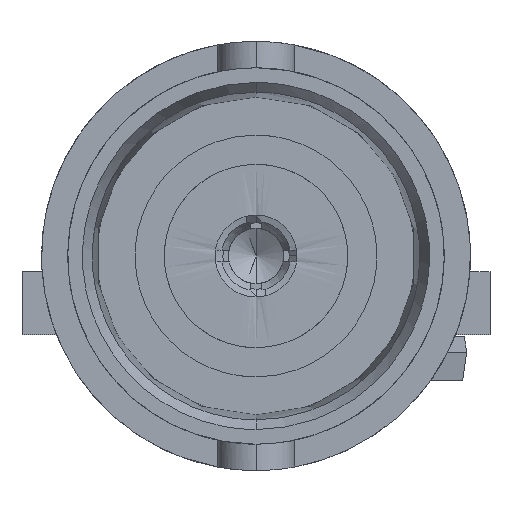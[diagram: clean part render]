
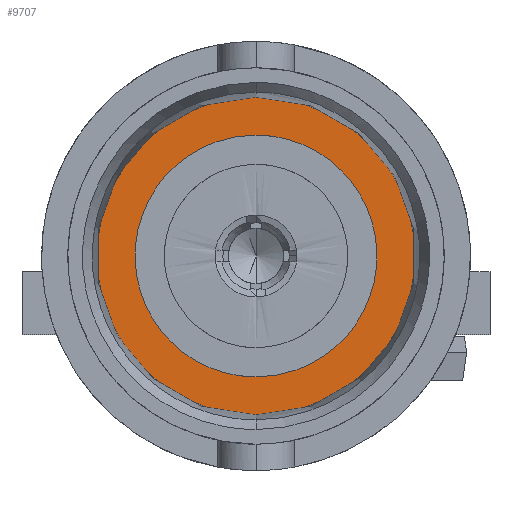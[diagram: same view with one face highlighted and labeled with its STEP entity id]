
A CAD part, left-side view. The second image highlights one B-rep face of the part: STEP entity #9707.
In plain terms, the highlighted face is planar.
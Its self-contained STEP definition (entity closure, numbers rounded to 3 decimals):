
#9168 = VERTEX_POINT('',#9169);
#9169 = CARTESIAN_POINT('',(4.075,8.56,0.));
#9176 = EDGE_CURVE('',#9168,#9177,#9179,.T.);
#9177 = VERTEX_POINT('',#9178);
#9178 = CARTESIAN_POINT('',(-4.075,8.56,0.));
#9179 = B_SPLINE_CURVE_WITH_KNOTS('',3,(#9180,#9181,#9182,#9183,#9184,
    #9185,#9186,#9187,#9188,#9189,#9190,#9191,#9192,#9193,#9194,#9195,
    #9196,#9197),.UNSPECIFIED.,.F.,.F.,(4,2,2,2,2,2,2,2,4),(0.,0.125,
    0.25,0.375,0.5,0.625,0.75,0.875,1.),.UNSPECIFIED.);
#9180 = CARTESIAN_POINT('',(4.075,8.56,0.));
#9181 = CARTESIAN_POINT('',(4.075,8.56,-0.541));
#9182 = CARTESIAN_POINT('',(3.972,8.56,-1.06));
#9183 = CARTESIAN_POINT('',(3.558,8.56,-2.059));
#9184 = CARTESIAN_POINT('',(3.264,8.56,-2.499));
#9185 = CARTESIAN_POINT('',(2.499,8.56,-3.264));
#9186 = CARTESIAN_POINT('',(2.059,8.56,-3.558));
#9187 = CARTESIAN_POINT('',(1.06,8.56,-3.972));
#9188 = CARTESIAN_POINT('',(0.541,8.56,-4.075));
#9189 = CARTESIAN_POINT('',(-0.541,8.56,-4.075));
#9190 = CARTESIAN_POINT('',(-1.06,8.56,-3.972));
#9191 = CARTESIAN_POINT('',(-2.059,8.56,-3.558));
#9192 = CARTESIAN_POINT('',(-2.499,8.56,-3.264));
#9193 = CARTESIAN_POINT('',(-3.264,8.56,-2.499));
#9194 = CARTESIAN_POINT('',(-3.558,8.56,-2.059));
#9195 = CARTESIAN_POINT('',(-3.972,8.56,-1.06));
#9196 = CARTESIAN_POINT('',(-4.075,8.56,-0.54));
#9197 = CARTESIAN_POINT('',(-4.075,8.56,0.));
#9214 = EDGE_CURVE('',#9177,#9168,#9215,.T.);
#9215 = B_SPLINE_CURVE_WITH_KNOTS('',3,(#9216,#9217,#9218,#9219,#9220,
    #9221,#9222,#9223,#9224,#9225,#9226,#9227,#9228,#9229,#9230,#9231,
    #9232,#9233),.UNSPECIFIED.,.F.,.F.,(4,2,2,2,2,2,2,2,4),(0.,0.125,
    0.25,0.375,0.5,0.625,0.75,0.875,1.),.UNSPECIFIED.);
#9216 = CARTESIAN_POINT('',(-4.075,8.56,0.));
#9217 = CARTESIAN_POINT('',(-4.075,8.56,0.541));
#9218 = CARTESIAN_POINT('',(-3.972,8.56,1.06));
#9219 = CARTESIAN_POINT('',(-3.558,8.56,2.059));
#9220 = CARTESIAN_POINT('',(-3.264,8.56,2.499));
#9221 = CARTESIAN_POINT('',(-2.499,8.56,3.264));
#9222 = CARTESIAN_POINT('',(-2.059,8.56,3.558));
#9223 = CARTESIAN_POINT('',(-1.06,8.56,3.972));
#9224 = CARTESIAN_POINT('',(-0.541,8.56,4.075));
#9225 = CARTESIAN_POINT('',(0.541,8.56,4.075));
#9226 = CARTESIAN_POINT('',(1.06,8.56,3.972));
#9227 = CARTESIAN_POINT('',(2.059,8.56,3.558));
#9228 = CARTESIAN_POINT('',(2.499,8.56,3.264));
#9229 = CARTESIAN_POINT('',(3.264,8.56,2.499));
#9230 = CARTESIAN_POINT('',(3.558,8.56,2.059));
#9231 = CARTESIAN_POINT('',(3.972,8.56,1.06));
#9232 = CARTESIAN_POINT('',(4.075,8.56,0.54));
#9233 = CARTESIAN_POINT('',(4.075,8.56,0.));
#9707 = ADVANCED_FACE('',(#9708,#9712),#9760,.F.);
#9708 = FACE_BOUND('',#9709,.T.);
#9709 = EDGE_LOOP('',(#9710,#9711));
#9710 = ORIENTED_EDGE('',*,*,#9176,.T.);
#9711 = ORIENTED_EDGE('',*,*,#9214,.T.);
#9712 = FACE_BOUND('',#9713,.T.);
#9713 = EDGE_LOOP('',(#9714,#9739));
#9714 = ORIENTED_EDGE('',*,*,#9715,.F.);
#9715 = EDGE_CURVE('',#9716,#9718,#9720,.T.);
#9716 = VERTEX_POINT('',#9717);
#9717 = CARTESIAN_POINT('',(-3.1,8.56,0.));
#9718 = VERTEX_POINT('',#9719);
#9719 = CARTESIAN_POINT('',(3.1,8.56,0.));
#9720 = B_SPLINE_CURVE_WITH_KNOTS('',3,(#9721,#9722,#9723,#9724,#9725,
    #9726,#9727,#9728,#9729,#9730,#9731,#9732,#9733,#9734,#9735,#9736,
    #9737,#9738),.UNSPECIFIED.,.F.,.F.,(4,2,2,2,2,2,2,2,4),(0.,0.125,
    0.25,0.375,0.5,0.625,0.75,0.875,1.),.UNSPECIFIED.);
#9721 = CARTESIAN_POINT('',(-3.1,8.56,0.));
#9722 = CARTESIAN_POINT('',(-3.1,8.56,0.406));
#9723 = CARTESIAN_POINT('',(-3.019,8.56,0.811));
#9724 = CARTESIAN_POINT('',(-2.709,8.56,1.561));
#9725 = CARTESIAN_POINT('',(-2.479,8.56,1.905));
#9726 = CARTESIAN_POINT('',(-1.905,8.56,2.479));
#9727 = CARTESIAN_POINT('',(-1.561,8.56,2.709));
#9728 = CARTESIAN_POINT('',(-0.811,8.56,3.019));
#9729 = CARTESIAN_POINT('',(-0.406,8.56,3.1));
#9730 = CARTESIAN_POINT('',(0.406,8.56,3.1));
#9731 = CARTESIAN_POINT('',(0.811,8.56,3.019));
#9732 = CARTESIAN_POINT('',(1.561,8.56,2.709));
#9733 = CARTESIAN_POINT('',(1.905,8.56,2.479));
#9734 = CARTESIAN_POINT('',(2.479,8.56,1.905));
#9735 = CARTESIAN_POINT('',(2.709,8.56,1.561));
#9736 = CARTESIAN_POINT('',(3.019,8.56,0.811));
#9737 = CARTESIAN_POINT('',(3.1,8.56,0.406));
#9738 = CARTESIAN_POINT('',(3.1,8.56,0.));
#9739 = ORIENTED_EDGE('',*,*,#9740,.F.);
#9740 = EDGE_CURVE('',#9718,#9716,#9741,.T.);
#9741 = B_SPLINE_CURVE_WITH_KNOTS('',3,(#9742,#9743,#9744,#9745,#9746,
    #9747,#9748,#9749,#9750,#9751,#9752,#9753,#9754,#9755,#9756,#9757,
    #9758,#9759),.UNSPECIFIED.,.F.,.F.,(4,2,2,2,2,2,2,2,4),(0.,0.125,
    0.25,0.375,0.5,0.625,0.75,0.875,1.),.UNSPECIFIED.);
#9742 = CARTESIAN_POINT('',(3.1,8.56,0.));
#9743 = CARTESIAN_POINT('',(3.1,8.56,-0.406));
#9744 = CARTESIAN_POINT('',(3.019,8.56,-0.811));
#9745 = CARTESIAN_POINT('',(2.709,8.56,-1.561));
#9746 = CARTESIAN_POINT('',(2.479,8.56,-1.905));
#9747 = CARTESIAN_POINT('',(1.905,8.56,-2.479));
#9748 = CARTESIAN_POINT('',(1.561,8.56,-2.709));
#9749 = CARTESIAN_POINT('',(0.811,8.56,-3.019));
#9750 = CARTESIAN_POINT('',(0.406,8.56,-3.1));
#9751 = CARTESIAN_POINT('',(-0.406,8.56,-3.1));
#9752 = CARTESIAN_POINT('',(-0.811,8.56,-3.019));
#9753 = CARTESIAN_POINT('',(-1.561,8.56,-2.709));
#9754 = CARTESIAN_POINT('',(-1.905,8.56,-2.479));
#9755 = CARTESIAN_POINT('',(-2.479,8.56,-1.905));
#9756 = CARTESIAN_POINT('',(-2.709,8.56,-1.561));
#9757 = CARTESIAN_POINT('',(-3.019,8.56,-0.811));
#9758 = CARTESIAN_POINT('',(-3.1,8.56,-0.406));
#9759 = CARTESIAN_POINT('',(-3.1,8.56,0.));
#9760 = PLANE('',#9761);
#9761 = AXIS2_PLACEMENT_3D('',#9762,#9763,#9764);
#9762 = CARTESIAN_POINT('',(0.,8.56,0.));
#9763 = DIRECTION('',(0.,-1.,0.));
#9764 = DIRECTION('',(0.,0.,-1.));
